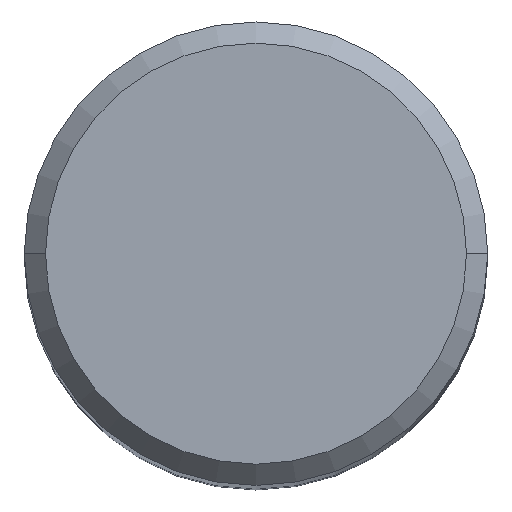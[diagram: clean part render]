
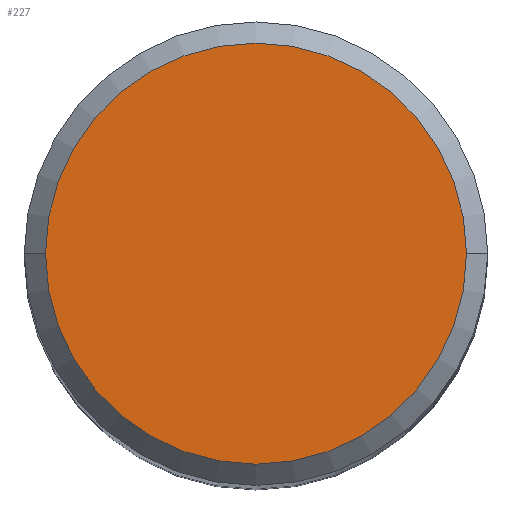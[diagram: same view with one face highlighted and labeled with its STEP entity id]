
A CAD part, top view. The second image highlights one B-rep face of the part: STEP entity #227.
In plain terms, the highlighted planar face has unit normal (0, 0, 1).
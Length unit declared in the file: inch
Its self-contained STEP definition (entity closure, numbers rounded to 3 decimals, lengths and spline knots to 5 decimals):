
#44 = VERTEX_POINT ( 'NONE', #219 ) ;
#56 = EDGE_CURVE ( 'NONE', #131, #44, #268, .T. ) ;
#63 = FACE_OUTER_BOUND ( 'NONE', #331, .T. ) ;
#76 = DIRECTION ( 'NONE',  ( 1., 0., 0. ) ) ;
#81 = ORIENTED_EDGE ( 'NONE', *, *, #116, .T. ) ;
#85 = CARTESIAN_POINT ( 'NONE',  ( 0., 0., 0. ) ) ;
#108 = DIRECTION ( 'NONE',  ( 0., 0., 1. ) ) ;
#110 = CARTESIAN_POINT ( 'NONE',  ( 0., 0., 0. ) ) ;
#113 = AXIS2_PLACEMENT_3D ( 'NONE', #110, #334, #192 ) ;
#116 = EDGE_CURVE ( 'NONE', #44, #131, #353, .T. ) ;
#131 = VERTEX_POINT ( 'NONE', #136 ) ;
#136 = CARTESIAN_POINT ( 'NONE',  ( -0.19875, 0., 0. ) ) ;
#175 = DIRECTION ( 'NONE',  ( 0., 0., -1. ) ) ;
#192 = DIRECTION ( 'NONE',  ( 1., 0., 0. ) ) ;
#219 = CARTESIAN_POINT ( 'NONE',  ( 0.19875, 0., 0. ) ) ;
#227 = ADVANCED_FACE ( 'NONE', ( #63 ), #253, .F. ) ;
#253 = PLANE ( 'NONE',  #315 ) ;
#268 = CIRCLE ( 'NONE', #113, 0.19875 ) ;
#278 = CARTESIAN_POINT ( 'NONE',  ( 0., 0.19875, 0. ) ) ;
#288 = DIRECTION ( 'NONE',  ( -1., 0., 0. ) ) ;
#315 = AXIS2_PLACEMENT_3D ( 'NONE', #278, #175, #288 ) ;
#321 = AXIS2_PLACEMENT_3D ( 'NONE', #85, #108, #76 ) ;
#323 = ORIENTED_EDGE ( 'NONE', *, *, #56, .T. ) ;
#331 = EDGE_LOOP ( 'NONE', ( #323, #81 ) ) ;
#334 = DIRECTION ( 'NONE',  ( 0., 0., 1. ) ) ;
#353 = CIRCLE ( 'NONE', #321, 0.19875 ) ;
